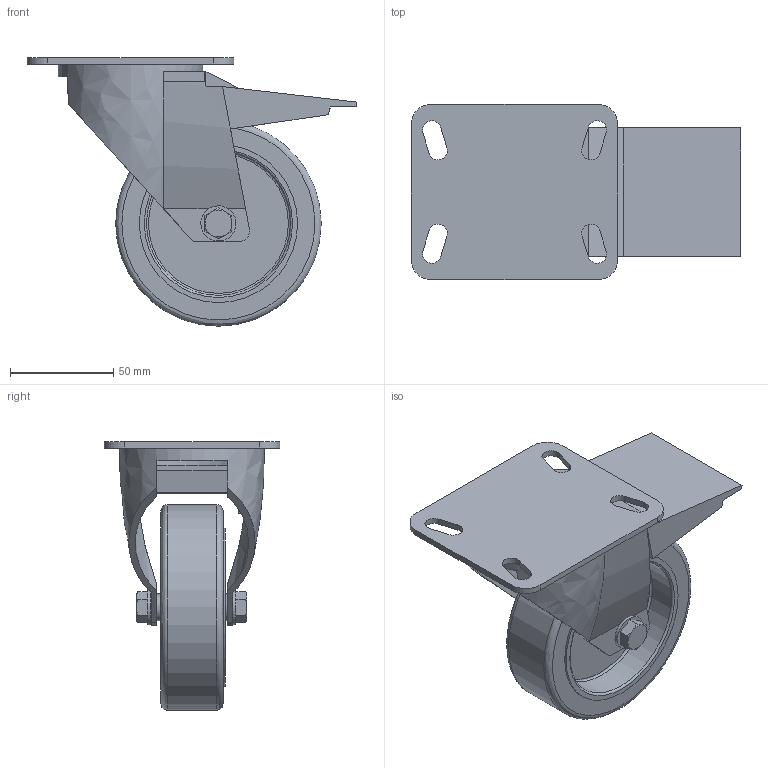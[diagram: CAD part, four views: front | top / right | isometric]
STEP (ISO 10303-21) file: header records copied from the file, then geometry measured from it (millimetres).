
FILE_DESCRIPTION(('STEP AP203'),'2;1');
FILE_NAME('24.154.00.stp','2011-03-07T09:27:36',(''),(''),'2009.3.110','THINKDESIGN','');
FILE_SCHEMA(('CONFIG_CONTROL_DESIGN'));
Length unit declared in the file: millimetre
Bounding box: 159.45 x 85 x 129.78 mm (x, y, z)
Volume: 227479.3 mm3; surface area: 105565.9 mm2
Topology: 12 solids, 12 shells, 154 faces, 386 edges, 260 vertices
Faces by surface type: plane 101, cylinder 31, bspline 22
Full cylindrical faces by diameter (mm): 8 x2, 8.4 x2, 13 x2, 17 x2, 69.663 x1, 71.663 x1, 72 x1, 76.552 x1, 99.4 x1
Entity records: 6155 total; most frequent: CARTESIAN_POINT 2418, ORIENTED_EDGE 772, DIRECTION 712, EDGE_CURVE 386, VERTEX_POINT 260, AXIS2_PLACEMENT_3D 252, VECTOR 208, LINE 208
